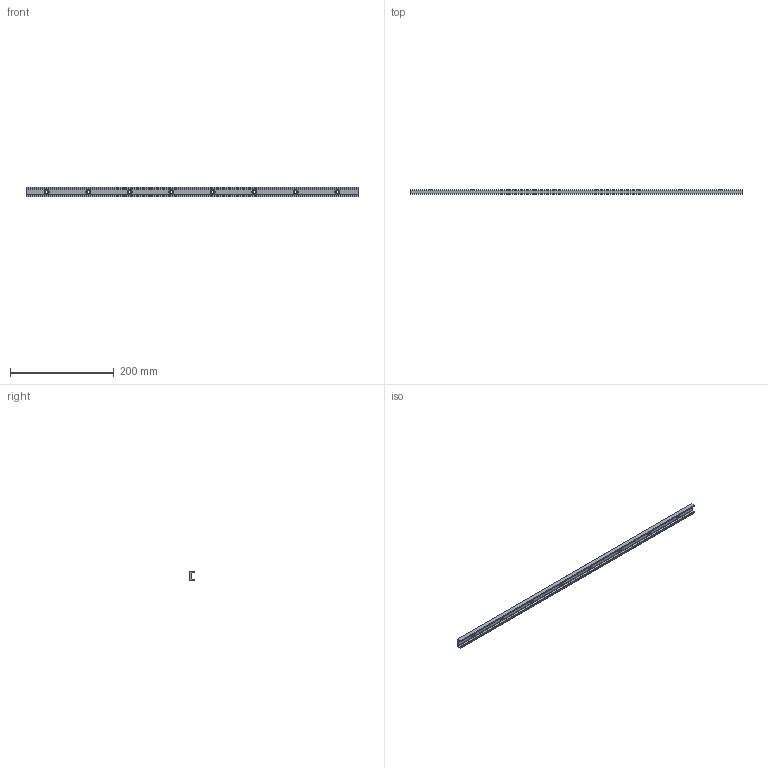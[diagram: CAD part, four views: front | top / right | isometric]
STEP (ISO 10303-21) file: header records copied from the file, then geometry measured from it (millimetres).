
FILE_DESCRIPTION((''),'2;1');
FILE_NAME('LCX 18-0640.C.stp','2016-04-28T07:38:27',('MRathmann'),(''),'Autodesk Inventor 2012','Autodesk Inventor 2012','');
FILE_SCHEMA(('CONFIG_CONTROL_DESIGN'));
Length unit declared in the file: millimetre
Products named in the file (1): LCX 18-0640.C
Bounding box: 640 x 8.25 x 18 mm (x, y, z)
Volume: 46522.5 mm3; surface area: 40552.4 mm2
Topology: 1 solids, 1 shells, 48 faces, 138 edges, 92 vertices
Faces by surface type: cylinder 27, plane 21
Full cylindrical faces by diameter (mm): 5 x8, 9.5 x8
Entity records: 1430 total; most frequent: DIRECTION 258, CARTESIAN_POINT 231, ORIENTED_EDGE 212, EDGE_CURVE 106, AXIS2_PLACEMENT_3D 103, EDGE_LOOP 80, VERTEX_POINT 76, CIRCLE 54
